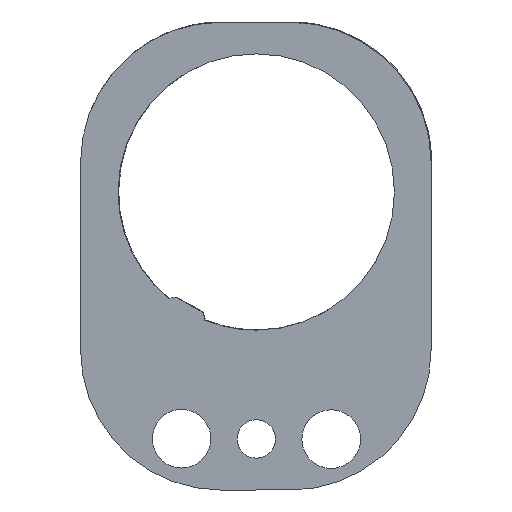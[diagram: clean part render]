
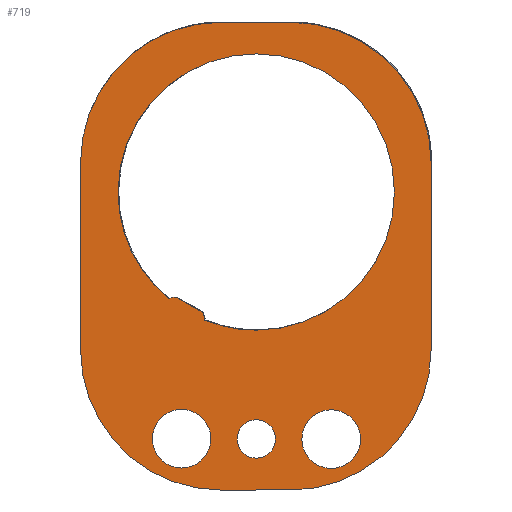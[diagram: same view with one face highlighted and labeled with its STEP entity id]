
A CAD part, front view. The second image highlights one B-rep face of the part: STEP entity #719.
In plain terms, the highlighted planar face has unit normal (0, -1, 0).
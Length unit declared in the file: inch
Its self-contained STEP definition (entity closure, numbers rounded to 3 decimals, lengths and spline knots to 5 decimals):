
#21=FACE_BOUND('',#166,.T.);
#22=FACE_BOUND('',#167,.T.);
#23=FACE_BOUND('',#168,.T.);
#24=FACE_BOUND('',#169,.T.);
#27=CIRCLE('',#755,1.39252);
#29=CIRCLE('',#758,1.39252);
#31=CIRCLE('',#761,1.39252);
#33=CIRCLE('',#764,1.39252);
#35=CIRCLE('',#767,1.39252);
#38=CIRCLE('',#771,0.29531);
#40=CIRCLE('',#774,0.29531);
#42=CIRCLE('',#777,0.19346);
#43=CIRCLE('',#779,1.41387);
#45=CIRCLE('',#783,1.41387);
#47=CIRCLE('',#787,1.41387);
#49=CIRCLE('',#791,1.41387);
#78=(
BOUNDED_CURVE()
B_SPLINE_CURVE(3,(#1024,#1025,#1026,#1027),.UNSPECIFIED.,.F.,.F.)
B_SPLINE_CURVE_WITH_KNOTS((4,4),(-1.,0.),.UNSPECIFIED.)
CURVE()
GEOMETRIC_REPRESENTATION_ITEM()
RATIONAL_B_SPLINE_CURVE((1.,1.,1.,1.))
REPRESENTATION_ITEM('')
);
#80=(
BOUNDED_CURVE()
B_SPLINE_CURVE(3,(#1072,#1073,#1074,#1075),.UNSPECIFIED.,.F.,.F.)
B_SPLINE_CURVE_WITH_KNOTS((4,4),(-1.,0.),.UNSPECIFIED.)
CURVE()
GEOMETRIC_REPRESENTATION_ITEM()
RATIONAL_B_SPLINE_CURVE((1.,1.,1.,1.))
REPRESENTATION_ITEM('')
);
#122=FACE_OUTER_BOUND('',#165,.T.);
#165=EDGE_LOOP('',(#570,#571,#572,#573,#574,#575,#576,#577));
#166=EDGE_LOOP('',(#578));
#167=EDGE_LOOP('',(#579));
#168=EDGE_LOOP('',(#580));
#169=EDGE_LOOP('',(#581,#582,#583,#584,#585,#586,#587,#588));
#190=LINE('',#1009,#245);
#205=LINE('',#1109,#260);
#209=LINE('',#1121,#264);
#213=LINE('',#1133,#268);
#217=LINE('',#1144,#272);
#245=VECTOR('',#822,0.3937);
#260=VECTOR('',#893,0.3937);
#264=VECTOR('',#905,0.3937);
#268=VECTOR('',#917,0.3937);
#272=VECTOR('',#929,0.3937);
#300=VERTEX_POINT('',#1007);
#301=VERTEX_POINT('',#1008);
#304=VERTEX_POINT('',#1023);
#306=VERTEX_POINT('',#1035);
#308=VERTEX_POINT('',#1041);
#310=VERTEX_POINT('',#1047);
#312=VERTEX_POINT('',#1053);
#314=VERTEX_POINT('',#1059);
#317=VERTEX_POINT('',#1083);
#319=VERTEX_POINT('',#1089);
#321=VERTEX_POINT('',#1095);
#322=VERTEX_POINT('',#1099);
#323=VERTEX_POINT('',#1100);
#326=VERTEX_POINT('',#1108);
#328=VERTEX_POINT('',#1114);
#330=VERTEX_POINT('',#1120);
#332=VERTEX_POINT('',#1126);
#334=VERTEX_POINT('',#1132);
#336=VERTEX_POINT('',#1138);
#370=EDGE_CURVE('',#300,#301,#190,.T.);
#374=EDGE_CURVE('',#304,#300,#78,.T.);
#377=EDGE_CURVE('',#306,#304,#27,.T.);
#380=EDGE_CURVE('',#308,#306,#29,.T.);
#383=EDGE_CURVE('',#310,#308,#31,.T.);
#386=EDGE_CURVE('',#312,#310,#33,.T.);
#389=EDGE_CURVE('',#314,#312,#35,.T.);
#392=EDGE_CURVE('',#301,#314,#80,.T.);
#396=EDGE_CURVE('',#317,#317,#38,.T.);
#399=EDGE_CURVE('',#319,#319,#40,.T.);
#402=EDGE_CURVE('',#321,#321,#42,.T.);
#403=EDGE_CURVE('',#322,#323,#43,.T.);
#407=EDGE_CURVE('',#323,#326,#205,.T.);
#410=EDGE_CURVE('',#326,#328,#45,.T.);
#413=EDGE_CURVE('',#328,#330,#209,.T.);
#416=EDGE_CURVE('',#330,#332,#47,.T.);
#419=EDGE_CURVE('',#332,#334,#213,.T.);
#422=EDGE_CURVE('',#334,#336,#49,.T.);
#425=EDGE_CURVE('',#336,#322,#217,.T.);
#570=ORIENTED_EDGE('',*,*,#425,.T.);
#571=ORIENTED_EDGE('',*,*,#403,.T.);
#572=ORIENTED_EDGE('',*,*,#407,.T.);
#573=ORIENTED_EDGE('',*,*,#410,.T.);
#574=ORIENTED_EDGE('',*,*,#413,.T.);
#575=ORIENTED_EDGE('',*,*,#416,.T.);
#576=ORIENTED_EDGE('',*,*,#419,.T.);
#577=ORIENTED_EDGE('',*,*,#422,.T.);
#578=ORIENTED_EDGE('',*,*,#402,.F.);
#579=ORIENTED_EDGE('',*,*,#399,.F.);
#580=ORIENTED_EDGE('',*,*,#396,.F.);
#581=ORIENTED_EDGE('',*,*,#392,.F.);
#582=ORIENTED_EDGE('',*,*,#370,.F.);
#583=ORIENTED_EDGE('',*,*,#374,.F.);
#584=ORIENTED_EDGE('',*,*,#377,.F.);
#585=ORIENTED_EDGE('',*,*,#380,.F.);
#586=ORIENTED_EDGE('',*,*,#383,.F.);
#587=ORIENTED_EDGE('',*,*,#386,.F.);
#588=ORIENTED_EDGE('',*,*,#389,.F.);
#691=PLANE('',#795);
#719=ADVANCED_FACE('',(#122,#21,#22,#23,#24),#691,.F.);
#755=AXIS2_PLACEMENT_3D('',#1036,#829,#830);
#758=AXIS2_PLACEMENT_3D('',#1042,#836,#837);
#761=AXIS2_PLACEMENT_3D('',#1048,#843,#844);
#764=AXIS2_PLACEMENT_3D('',#1054,#850,#851);
#767=AXIS2_PLACEMENT_3D('',#1060,#857,#858);
#771=AXIS2_PLACEMENT_3D('',#1085,#867,#868);
#774=AXIS2_PLACEMENT_3D('',#1091,#874,#875);
#777=AXIS2_PLACEMENT_3D('',#1097,#881,#882);
#779=AXIS2_PLACEMENT_3D('',#1101,#885,#886);
#783=AXIS2_PLACEMENT_3D('',#1115,#898,#899);
#787=AXIS2_PLACEMENT_3D('',#1127,#910,#911);
#791=AXIS2_PLACEMENT_3D('',#1139,#922,#923);
#795=AXIS2_PLACEMENT_3D('',#1147,#933,#934);
#822=DIRECTION('',(0.872,0.,-0.49));
#829=DIRECTION('center_axis',(0.,-1.,0.));
#830=DIRECTION('ref_axis',(-1.,0.,0.));
#836=DIRECTION('center_axis',(0.,-1.,0.));
#837=DIRECTION('ref_axis',(0.,0.,1.));
#843=DIRECTION('center_axis',(0.,-1.,0.));
#844=DIRECTION('ref_axis',(1.,0.,0.));
#850=DIRECTION('center_axis',(0.,-1.,0.));
#851=DIRECTION('ref_axis',(0.,0.,-1.));
#857=DIRECTION('center_axis',(0.,-1.,0.));
#858=DIRECTION('ref_axis',(-0.376,0.,-0.927));
#867=DIRECTION('center_axis',(0.,-1.,0.));
#868=DIRECTION('ref_axis',(-1.,0.,0.));
#874=DIRECTION('center_axis',(0.,-1.,0.));
#875=DIRECTION('ref_axis',(-1.,0.,0.));
#881=DIRECTION('center_axis',(0.,-1.,0.));
#882=DIRECTION('ref_axis',(-1.,0.,0.));
#885=DIRECTION('center_axis',(0.,-1.,0.));
#886=DIRECTION('ref_axis',(-1.,0.,0.));
#893=DIRECTION('',(1.,0.,0.));
#898=DIRECTION('center_axis',(0.,-1.,0.));
#899=DIRECTION('ref_axis',(0.,0.,-1.));
#905=DIRECTION('',(0.,0.,1.));
#910=DIRECTION('center_axis',(0.,-1.,0.));
#911=DIRECTION('ref_axis',(1.,0.,0.));
#917=DIRECTION('',(-1.,0.,0.));
#922=DIRECTION('center_axis',(0.,-1.,0.));
#923=DIRECTION('ref_axis',(0.,0.,1.));
#929=DIRECTION('',(0.,0.,-1.));
#933=DIRECTION('center_axis',(0.,1.,0.));
#934=DIRECTION('ref_axis',(1.,0.,0.));
#1007=CARTESIAN_POINT('',(0.98413,0.,1.9355));
#1008=CARTESIAN_POINT('',(1.20248,0.,1.81281));
#1009=CARTESIAN_POINT('',(1.20248,0.,1.81281));
#1023=CARTESIAN_POINT('',(0.88846,0.,1.9317));
#1024=CARTESIAN_POINT('Ctrl Pts',(0.88846,0.,1.9317));
#1025=CARTESIAN_POINT('Ctrl Pts',(0.91614,0.,1.95033));
#1026=CARTESIAN_POINT('Ctrl Pts',(0.95295,0.,1.95302));
#1027=CARTESIAN_POINT('Ctrl Pts',(0.98413,0.,1.9355));
#1035=CARTESIAN_POINT('',(0.3783,0.,3.00882));
#1036=CARTESIAN_POINT('Origin',(1.77082,0.,3.00898));
#1041=CARTESIAN_POINT('',(1.77083,0.,4.40133));
#1042=CARTESIAN_POINT('Origin',(1.77082,0.,3.00881));
#1047=CARTESIAN_POINT('',(3.16336,0.,3.00882));
#1048=CARTESIAN_POINT('Origin',(1.77084,0.,3.00881));
#1053=CARTESIAN_POINT('',(1.77083,0.,1.61629));
#1054=CARTESIAN_POINT('Origin',(1.77084,0.,3.00881));
#1059=CARTESIAN_POINT('',(1.24782,0.,1.71835));
#1060=CARTESIAN_POINT('Origin',(1.77111,0.,3.00881));
#1072=CARTESIAN_POINT('Ctrl Pts',(1.20248,0.,1.81281));
#1073=CARTESIAN_POINT('Ctrl Pts',(1.23701,0.,1.7934));
#1074=CARTESIAN_POINT('Ctrl Pts',(1.25394,0.,1.7552));
#1075=CARTESIAN_POINT('Ctrl Pts',(1.24782,0.,1.71835));
#1083=CARTESIAN_POINT('',(1.31335,0.,0.52183));
#1085=CARTESIAN_POINT('Origin',(1.01804,0.,0.52183));
#1089=CARTESIAN_POINT('',(2.82143,0.,0.5182));
#1091=CARTESIAN_POINT('Origin',(2.52611,0.,0.5182));
#1095=CARTESIAN_POINT('',(1.96534,0.,0.51965));
#1097=CARTESIAN_POINT('Origin',(1.77188,0.,0.51965));
#1099=CARTESIAN_POINT('',(0.00002,0.,1.41914));
#1100=CARTESIAN_POINT('',(1.41389,0.,0.00527));
#1101=CARTESIAN_POINT('Origin',(1.41389,0.,1.41914));
#1108=CARTESIAN_POINT('',(2.11945,0.,0.00527));
#1109=CARTESIAN_POINT('',(1.41389,0.,0.00527));
#1114=CARTESIAN_POINT('',(3.53331,0.,1.41914));
#1115=CARTESIAN_POINT('Origin',(2.11945,0.,1.41914));
#1120=CARTESIAN_POINT('',(3.53331,0.,3.30595));
#1121=CARTESIAN_POINT('',(3.53331,0.,1.41914));
#1126=CARTESIAN_POINT('',(2.11945,0.,4.71982));
#1127=CARTESIAN_POINT('Origin',(2.11945,0.,3.30595));
#1132=CARTESIAN_POINT('',(1.41389,0.,4.71982));
#1133=CARTESIAN_POINT('',(2.11945,0.,4.71982));
#1138=CARTESIAN_POINT('',(0.00002,0.,3.30595));
#1139=CARTESIAN_POINT('Origin',(1.41389,0.,3.30595));
#1144=CARTESIAN_POINT('',(0.00002,0.,3.30595));
#1147=CARTESIAN_POINT('Origin',(1.76667,0.,2.36254));
